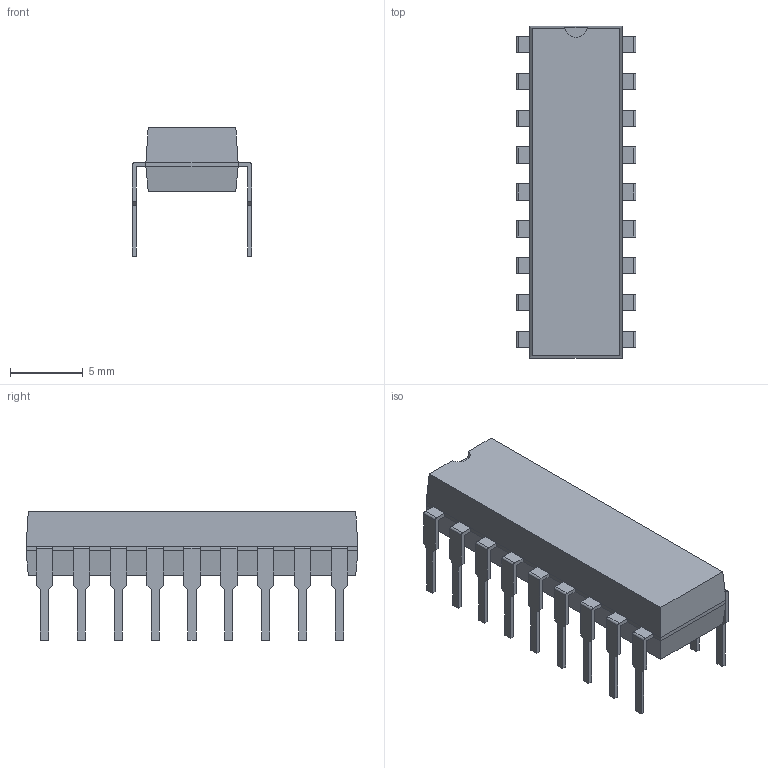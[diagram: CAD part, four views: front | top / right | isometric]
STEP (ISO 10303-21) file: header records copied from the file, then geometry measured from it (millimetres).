
FILE_DESCRIPTION(('FreeCAD Model'),'2;1');
FILE_NAME('519028.3.3.stp','2020-09-04T14:17:19',( 'Author'),(''),'Open CASCADE STEP processor 6.9','FreeCAD','Unknown' );
FILE_SCHEMA(('AUTOMOTIVE_DESIGN { 1 0 10303 214 1 1 1 1 }'));
Length unit declared in the file: millimetre
Products named in the file (3): ASSEMBLY; Body; PinsArrayLR
Assembly tree (2 placements, depth 2):
  ASSEMBLY
    Body
    PinsArrayLR
Bounding box: 8.22 x 22.86 x 8.83 mm (x, y, z)
Volume: 645.3 mm3; surface area: 818.3 mm2
Topology: 19 solids, 19 shells, 250 faces, 628 edges, 416 vertices
Faces by surface type: plane 231, cylinder 19
Entity records: 15761 total; most frequent: CARTESIAN_POINT 2679, DIRECTION 2408, LINE 1800, VECTOR 1800, ORIENTED_EDGE 1256, PCURVE 1256, DEFINITIONAL_REPRESENTATION 1256, EDGE_CURVE 628
